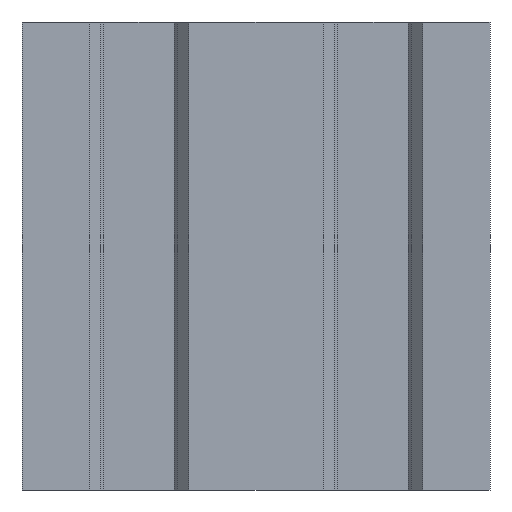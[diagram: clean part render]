
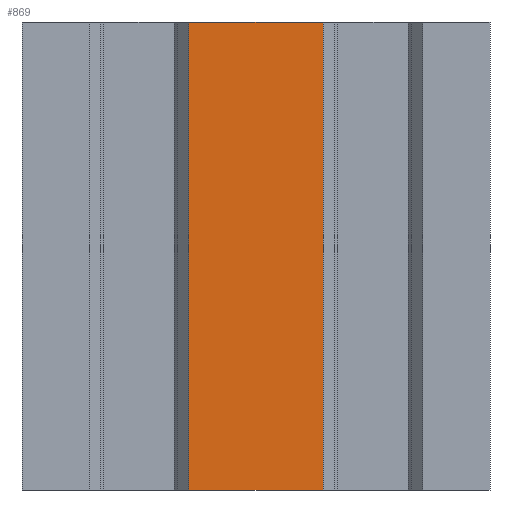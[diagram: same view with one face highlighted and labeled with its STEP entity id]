
A CAD part, front view. The second image highlights one B-rep face of the part: STEP entity #869.
In plain terms, the highlighted planar face has unit normal (0, -1, 0).
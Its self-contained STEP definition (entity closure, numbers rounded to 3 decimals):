
#23=FACE_OUTER_BOUND('',#67,.T.);
#67=EDGE_LOOP('',(#635,#636,#637,#638));
#123=LINE('',#1223,#249);
#162=LINE('',#1300,#288);
#163=LINE('',#1303,#289);
#164=LINE('',#1304,#290);
#249=VECTOR('',#991,10.);
#288=VECTOR('',#1040,10.);
#289=VECTOR('',#1043,10.);
#290=VECTOR('',#1044,10.);
#373=VERTEX_POINT('',#1220);
#374=VERTEX_POINT('',#1222);
#406=VERTEX_POINT('',#1296);
#408=VERTEX_POINT('',#1302);
#459=EDGE_CURVE('',#374,#373,#123,.T.);
#498=EDGE_CURVE('',#374,#406,#162,.T.);
#499=EDGE_CURVE('',#408,#373,#163,.T.);
#500=EDGE_CURVE('',#406,#408,#164,.T.);
#635=ORIENTED_EDGE('',*,*,#498,.F.);
#636=ORIENTED_EDGE('',*,*,#459,.T.);
#637=ORIENTED_EDGE('',*,*,#499,.F.);
#638=ORIENTED_EDGE('',*,*,#500,.F.);
#825=PLANE('',#927);
#869=ADVANCED_FACE('',(#23),#825,.T.);
#927=AXIS2_PLACEMENT_3D('',#1301,#1041,#1042);
#991=DIRECTION('',(1.,0.,0.));
#1040=DIRECTION('',(0.,0.,1.));
#1041=DIRECTION('center_axis',(0.,-1.,0.));
#1042=DIRECTION('ref_axis',(1.,0.,0.));
#1043=DIRECTION('',(0.,0.,-1.));
#1044=DIRECTION('',(1.,0.,0.));
#1220=CARTESIAN_POINT('',(25.75,0.,50.));
#1222=CARTESIAN_POINT('',(14.25,0.,50.));
#1223=CARTESIAN_POINT('',(17.701,0.,50.));
#1296=CARTESIAN_POINT('',(14.25,0.,90.));
#1300=CARTESIAN_POINT('',(14.25,0.,50.));
#1301=CARTESIAN_POINT('Origin',(13.25,0.,50.));
#1302=CARTESIAN_POINT('',(25.75,0.,90.));
#1303=CARTESIAN_POINT('',(25.75,0.,50.));
#1304=CARTESIAN_POINT('',(17.701,0.,90.));
